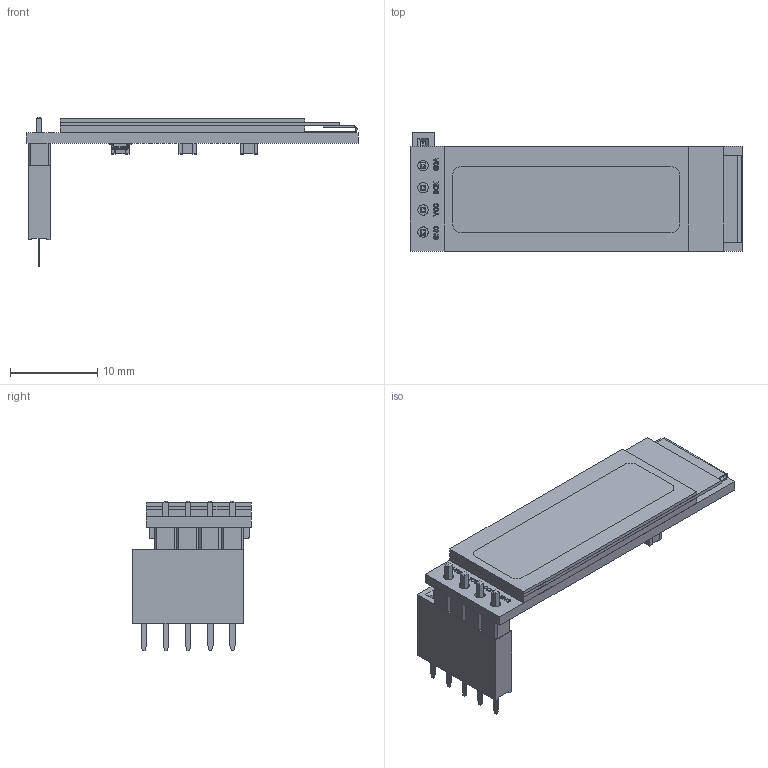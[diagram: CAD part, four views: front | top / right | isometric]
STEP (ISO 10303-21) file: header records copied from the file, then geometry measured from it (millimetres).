
FILE_DESCRIPTION(('FreeCAD Model'),'2;1');
FILE_NAME('Open CASCADE Shape Model','2025-07-29T08:25:34',( 'kicad StepUp'),('ksu MCAD'),'Open CASCADE STEP processor 7.8', 'FreeCAD','Unknown');
FILE_SCHEMA(('CONFIG_CONTROL_DESIGN','SHAPE_APPEARANCE_LAYER_MIM'));
Length unit declared in the file: millimetre
Products named in the file (29): GLCD_OLED_128x32_I2C; SCREEN_30x12mm_A; SCREEN_30x12mm_B; SCREEN_30x12mm_C; SCREEN_30x12mm_D; PCB_38x12mm; FLEX; PinHeader_1x04_P254mm_Vertical; PinSocket_1x05_P2.54mm_Vertical; TEXT_GND; TEXT_VCC; TEXT_SCK; TEXT_SDA; D_SC_80; SOT-23-3; C_0805_2012Metric_002; C_0805_2012Metric_003; R_0603_1608Metric_002; R_0603_1608Metric_000; C_0805_2012Metric_000; R_0603_1608Metric_001; C_0805_2012Metric_004; C_0805_2012Metric_005; C_0805_2012Metric_006; C_0805_2012Metric_007; C_0805_2012Metric_008; C_0805_2012Metric_009; R_0603_1608Metric_003; R_0603_1608Metric_004
Assembly tree (28 placements, depth 2):
  GLCD_OLED_128x32_I2C
    SCREEN_30x12mm_A
    SCREEN_30x12mm_B
    SCREEN_30x12mm_C
    SCREEN_30x12mm_D
    PCB_38x12mm
    FLEX
    PinHeader_1x04_P254mm_Vertical
    PinSocket_1x05_P2.54mm_Vertical
    TEXT_GND
    TEXT_VCC
    TEXT_SCK
    TEXT_SDA
    D_SC_80
    SOT-23-3
    C_0805_2012Metric_002
    C_0805_2012Metric_003
    R_0603_1608Metric_002
    R_0603_1608Metric_000
    C_0805_2012Metric_000
    R_0603_1608Metric_001
    C_0805_2012Metric_004
    C_0805_2012Metric_005
    C_0805_2012Metric_006
    C_0805_2012Metric_007
    C_0805_2012Metric_008
    C_0805_2012Metric_009
    R_0603_1608Metric_003
    R_0603_1608Metric_004
Bounding box: 38 x 13.57 x 17.15 mm (x, y, z)
Volume: 1525.9 mm3; surface area: 4750 mm2
Topology: 24 solids, 36 shells, 778 faces, 2184 edges, 1504 vertices
Faces by surface type: plane 582, cylinder 170, bspline 26
Full cylindrical faces by diameter (mm): 1.19 x4
Entity records: 32492 total; most frequent: CARTESIAN_POINT 4995, ORIENTED_EDGE 4115, DIRECTION 3866, EDGE_CURVE 2184, LINE 1622, VECTOR 1622, VERTEX_POINT 1504, AXIS2_PLACEMENT_3D 1122
